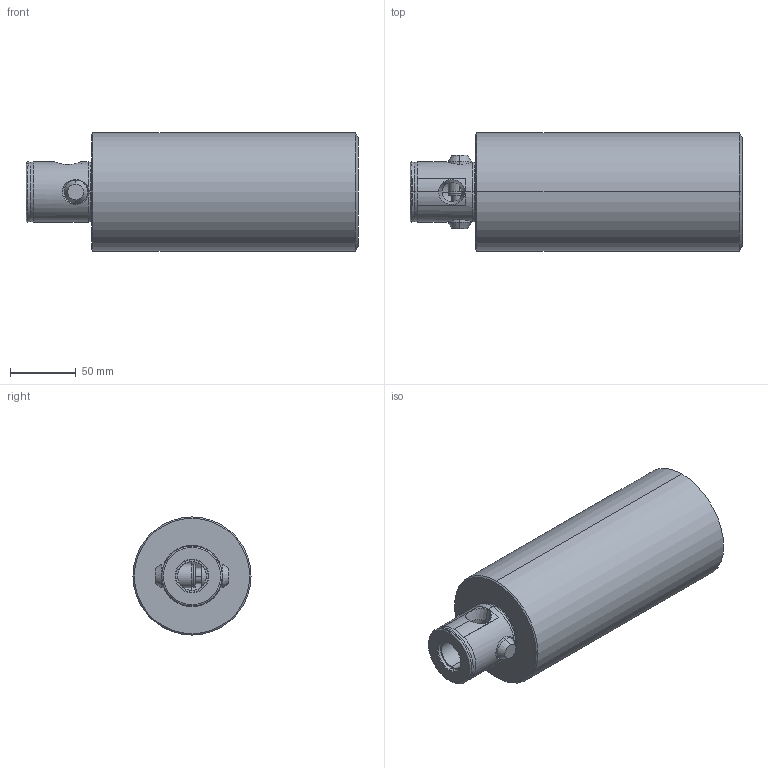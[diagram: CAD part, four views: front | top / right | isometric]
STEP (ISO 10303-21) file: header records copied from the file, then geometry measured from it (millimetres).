
FILE_DESCRIPTION (( 'STEP AP203' ), '1' );
FILE_NAME ('11.335.571.STEP', '2009-12-01T17:43:05', ( '' ), ( '' ), 'SwSTEP 2.0', 'SolidWorks 2009', '' );
FILE_SCHEMA (( 'CONFIG_CONTROL_DESIGN' ));
Length unit declared in the file: millimetre
Products named in the file (5): 11.335.571; 10.691.50X_10.691.507; 691-50XRing_10.691.507Ring
Assembly tree (4 placements, depth 3):
  11.335.571
    10.691.50X_10.691.507
      10.691.50X_10.691.507
      691-50XRing_10.691.507Ring
    11.335.571
Bounding box: 253.2 x 90 x 90 mm (x, y, z)
Volume: 1358452.7 mm3; surface area: 84551.1 mm2
Topology: 3 solids, 3 shells, 81 faces, 182 edges, 108 vertices
Faces by surface type: cylinder 29, cone 26, plane 19, torus 7
Entity records: 3353 total; most frequent: CARTESIAN_POINT 1017, DIRECTION 414, ORIENTED_EDGE 360, EDGE_CURVE 180, AXIS2_PLACEMENT_3D 173, VERTEX_POINT 108, EDGE_LOOP 90, CIRCLE 84
